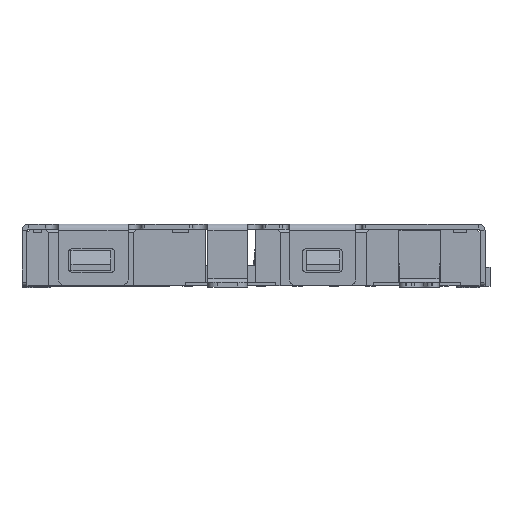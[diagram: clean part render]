
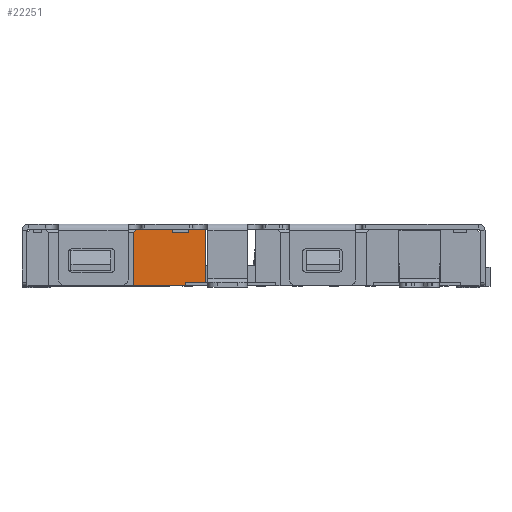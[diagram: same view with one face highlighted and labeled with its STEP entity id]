
A CAD part, top view. The second image highlights one B-rep face of the part: STEP entity #22251.
In plain terms, the highlighted planar face has unit normal (0, 0, 1).
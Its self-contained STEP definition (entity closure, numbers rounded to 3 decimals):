
#50 = LINE ( 'NONE', #20232, #5171 ) ;
#203 = DIRECTION ( 'NONE',  ( 0., 1., 0. ) ) ;
#472 = VERTEX_POINT ( 'NONE', #7221 ) ;
#867 = EDGE_CURVE ( 'NONE', #19997, #22534, #50, .T. ) ;
#1942 = FACE_OUTER_BOUND ( 'NONE', #18299, .T. ) ;
#2375 = ORIENTED_EDGE ( 'NONE', *, *, #18869, .F. ) ;
#2386 = ORIENTED_EDGE ( 'NONE', *, *, #18075, .F. ) ;
#2750 = DIRECTION ( 'NONE',  ( 0., -1., 0. ) ) ;
#3041 = DIRECTION ( 'NONE',  ( 0., 0., -1. ) ) ;
#3047 = CARTESIAN_POINT ( 'NONE',  ( -1.945, 1.6, 7.6 ) ) ;
#3085 = DIRECTION ( 'NONE',  ( -1., 0., 0. ) ) ;
#3133 = CARTESIAN_POINT ( 'NONE',  ( -2.045, 0.1, 7.6 ) ) ;
#3240 = LINE ( 'NONE', #13076, #3849 ) ;
#3786 = CARTESIAN_POINT ( 'NONE',  ( -3.625, 0., 7.6 ) ) ;
#3849 = VECTOR ( 'NONE', #3085, 1000. ) ;
#3963 = EDGE_CURVE ( 'NONE', #21061, #19997, #3240, .T. ) ;
#4607 = ORIENTED_EDGE ( 'NONE', *, *, #22371, .F. ) ;
#4700 = PLANE ( 'NONE',  #18506 ) ;
#4789 = DIRECTION ( 'NONE',  ( -1., 0., 0. ) ) ;
#4837 = EDGE_CURVE ( 'NONE', #472, #15216, #6224, .T. ) ;
#5171 = VECTOR ( 'NONE', #2750, 1000. ) ;
#5252 = EDGE_CURVE ( 'NONE', #17992, #22534, #10565, .T. ) ;
#5431 = DIRECTION ( 'NONE',  ( 1., 0., 0. ) ) ;
#5772 = CARTESIAN_POINT ( 'NONE',  ( -3.625, 1.7, 7.6 ) ) ;
#5949 = ORIENTED_EDGE ( 'NONE', *, *, #12699, .F. ) ;
#5969 = CARTESIAN_POINT ( 'NONE',  ( -1.445, -0.001, 7.6 ) ) ;
#6224 = LINE ( 'NONE', #18639, #24719 ) ;
#6313 = VECTOR ( 'NONE', #5431, 1000. ) ;
#6446 = ORIENTED_EDGE ( 'NONE', *, *, #10016, .T. ) ;
#7221 = CARTESIAN_POINT ( 'NONE',  ( -3.525, 1.7, 7.6 ) ) ;
#7663 = VERTEX_POINT ( 'NONE', #17683 ) ;
#8379 = DIRECTION ( 'NONE',  ( 0., 1., 0. ) ) ;
#8554 = ORIENTED_EDGE ( 'NONE', *, *, #3963, .F. ) ;
#8845 = CARTESIAN_POINT ( 'NONE',  ( -6.825, 1.7, 7.6 ) ) ;
#9281 = CARTESIAN_POINT ( 'NONE',  ( -2.445, 1.6, 7.6 ) ) ;
#9678 = LINE ( 'NONE', #9281, #16937 ) ;
#10016 = EDGE_CURVE ( 'NONE', #17845, #17390, #9678, .T. ) ;
#10096 = VECTOR ( 'NONE', #203, 1000. ) ;
#10393 = VECTOR ( 'NONE', #11004, 1000. ) ;
#10473 = CARTESIAN_POINT ( 'NONE',  ( -6.825, 1.7, 7.6 ) ) ;
#10500 = CARTESIAN_POINT ( 'NONE',  ( -1.945, 1.6, 7.6 ) ) ;
#10565 = LINE ( 'NONE', #18113, #16327 ) ;
#10697 = ORIENTED_EDGE ( 'NONE', *, *, #867, .F. ) ;
#10977 = DIRECTION ( 'NONE',  ( -0.707, -0.707, 0. ) ) ;
#11004 = DIRECTION ( 'NONE',  ( 1., 0., 0. ) ) ;
#11108 = ORIENTED_EDGE ( 'NONE', *, *, #4837, .T. ) ;
#11852 = VERTEX_POINT ( 'NONE', #3047 ) ;
#12699 = EDGE_CURVE ( 'NONE', #23914, #7663, #23280, .T. ) ;
#13076 = CARTESIAN_POINT ( 'NONE',  ( -2.045, 0.1, 7.6 ) ) ;
#13616 = CARTESIAN_POINT ( 'NONE',  ( -2.445, 1.6, 7.6 ) ) ;
#15216 = VERTEX_POINT ( 'NONE', #17229 ) ;
#15615 = ORIENTED_EDGE ( 'NONE', *, *, #25058, .F. ) ;
#15714 = VECTOR ( 'NONE', #8379, 1000. ) ;
#16327 = VECTOR ( 'NONE', #18275, 1000. ) ;
#16718 = CARTESIAN_POINT ( 'NONE',  ( -2.445, 1.7, 7.6 ) ) ;
#16932 = EDGE_CURVE ( 'NONE', #7663, #21061, #23038, .T. ) ;
#16937 = VECTOR ( 'NONE', #19007, 1000. ) ;
#17196 = ORIENTED_EDGE ( 'NONE', *, *, #5252, .T. ) ;
#17229 = CARTESIAN_POINT ( 'NONE',  ( -3.625, 1.6, 7.6 ) ) ;
#17390 = VERTEX_POINT ( 'NONE', #16718 ) ;
#17683 = CARTESIAN_POINT ( 'NONE',  ( -1.445, 1.7, 7.6 ) ) ;
#17845 = VERTEX_POINT ( 'NONE', #24698 ) ;
#17958 = LINE ( 'NONE', #5772, #10096 ) ;
#17992 = VERTEX_POINT ( 'NONE', #3786 ) ;
#18075 = EDGE_CURVE ( 'NONE', #17845, #11852, #23952, .T. ) ;
#18113 = CARTESIAN_POINT ( 'NONE',  ( -6.825, 0., 7.6 ) ) ;
#18275 = DIRECTION ( 'NONE',  ( 1., 0., 0. ) ) ;
#18299 = EDGE_LOOP ( 'NONE', ( #4607, #11108, #15615, #17196, #10697, #8554, #22746, #5949, #2375, #2386, #6446 ) ) ;
#18506 = AXIS2_PLACEMENT_3D ( 'NONE', #10473, #3041, #4789 ) ;
#18639 = CARTESIAN_POINT ( 'NONE',  ( -3.525, 1.7, 7.6 ) ) ;
#18869 = EDGE_CURVE ( 'NONE', #11852, #23914, #19312, .T. ) ;
#19007 = DIRECTION ( 'NONE',  ( 0., 1., 0. ) ) ;
#19312 = LINE ( 'NONE', #10500, #15714 ) ;
#19502 = DIRECTION ( 'NONE',  ( 0., -1., 0. ) ) ;
#19997 = VERTEX_POINT ( 'NONE', #3133 ) ;
#20232 = CARTESIAN_POINT ( 'NONE',  ( -2.045, 0.1, 7.6 ) ) ;
#21053 = CARTESIAN_POINT ( 'NONE',  ( -2.045, 0., 7.6 ) ) ;
#21061 = VERTEX_POINT ( 'NONE', #22800 ) ;
#21215 = VECTOR ( 'NONE', #19502, 1000. ) ;
#21567 = CARTESIAN_POINT ( 'NONE',  ( -1.945, 1.7, 7.6 ) ) ;
#21593 = LINE ( 'NONE', #8845, #10393 ) ;
#22251 = ADVANCED_FACE ( 'NONE', ( #1942 ), #4700, .F. ) ;
#22371 = EDGE_CURVE ( 'NONE', #472, #17390, #21593, .T. ) ;
#22534 = VERTEX_POINT ( 'NONE', #21053 ) ;
#22746 = ORIENTED_EDGE ( 'NONE', *, *, #16932, .F. ) ;
#22800 = CARTESIAN_POINT ( 'NONE',  ( -1.445, 0.1, 7.6 ) ) ;
#23038 = LINE ( 'NONE', #5969, #21215 ) ;
#23280 = LINE ( 'NONE', #24496, #6313 ) ;
#23585 = DIRECTION ( 'NONE',  ( 1., 0., 0. ) ) ;
#23914 = VERTEX_POINT ( 'NONE', #21567 ) ;
#23952 = LINE ( 'NONE', #13616, #24549 ) ;
#24496 = CARTESIAN_POINT ( 'NONE',  ( -6.825, 1.7, 7.6 ) ) ;
#24549 = VECTOR ( 'NONE', #23585, 1000. ) ;
#24698 = CARTESIAN_POINT ( 'NONE',  ( -2.445, 1.6, 7.6 ) ) ;
#24719 = VECTOR ( 'NONE', #10977, 1000. ) ;
#25058 = EDGE_CURVE ( 'NONE', #17992, #15216, #17958, .T. ) ;
